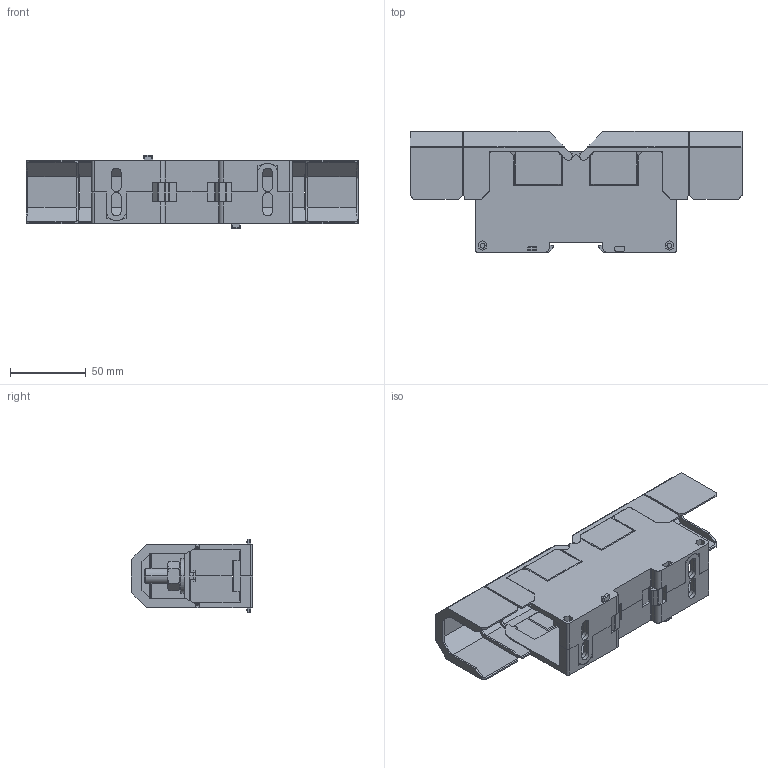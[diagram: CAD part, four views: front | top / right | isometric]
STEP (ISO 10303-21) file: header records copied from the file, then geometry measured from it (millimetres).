
FILE_DESCRIPTION(/* description */ (''),/* implementation_level */ '2;1');
FILE_NAME(/* name */ '17023_HSKG_120_M10_B_B_mit_ADH.stp',/* time_stamp */ '2021-12-18T10:44:54+01:00',/* author */ (''),/* organization */ (''),/* preprocessor_version */ 'ST-DEVELOPER v16.7',/* originating_system */ 'SIEMENS PLM Software NX 12.0',/* authorisation */ '');
FILE_SCHEMA (('AUTOMOTIVE_DESIGN { 1 0 10303 214 3 1 1 1 }'));
Length unit declared in the file: millimetre
Products named in the file (1): 17023_HSKG_120_M10_B_B_mit_ADH
Bounding box: 219.5 x 80 x 48.4 mm (x, y, z)
Volume: 212041.2 mm3; surface area: 117130.4 mm2
Topology: 13 solids, 13 shells, 1382 faces, 3934 edges, 2596 vertices
Faces by surface type: plane 888, cylinder 378, cone 92, sphere 16, extrusion 8
Entity records: 50934 total; most frequent: CARTESIAN_POINT 9509, ORIENTED_EDGE 7868, DIRECTION 7368, EDGE_CURVE 3934, VECTOR 2842, LINE 2834, VERTEX_POINT 2596, AXIS2_PLACEMENT_3D 2263
